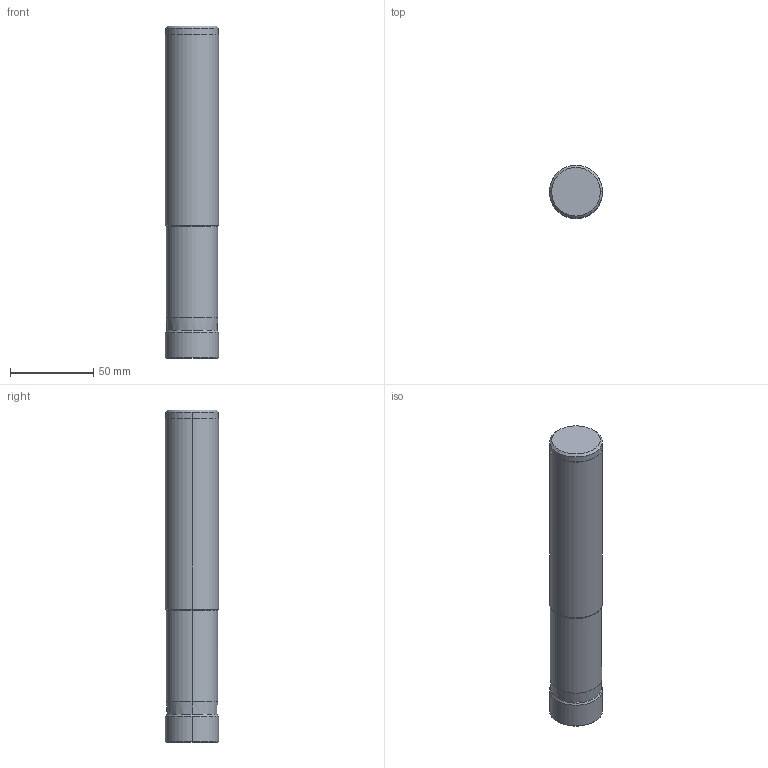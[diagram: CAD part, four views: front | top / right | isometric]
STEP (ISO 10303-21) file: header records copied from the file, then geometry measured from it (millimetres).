
FILE_DESCRIPTION(/* description */ (''),/* implementation_level */ '2;1');
FILE_NAME(/* name */ 'BXD4000R322SA32LA_MR0_4.stp',/* time_stamp */ '2021-09-08T11:40:17+09:00',/* author */ (''),/* organization */ (''),/* preprocessor_version */ 'ST-DEVELOPER v16',/* originating_system */ 'SIEMENS PLM Software NX 10.0',/* authorisation */ '');
FILE_SCHEMA (('AUTOMOTIVE_DESIGN { 1 0 10303 214 3 1 1 1 }'));
Length unit declared in the file: millimetre
Products named in the file (1): BXD4000R322SA32LA_MR0_4_ASM
Bounding box: 32 x 32 x 200 mm (x, y, z)
Volume: 165528.3 mm3; surface area: 24886 mm2
Topology: 2 solids, 2 shells, 49 faces, 112 edges, 83 vertices
Faces by surface type: cone 26, torus 10, cylinder 8, plane 5
Entity records: 1533 total; most frequent: DIRECTION 300, CARTESIAN_POINT 231, ORIENTED_EDGE 200, AXIS2_PLACEMENT_3D 128, EDGE_CURVE 100, CIRCLE 68, VERTEX_POINT 56, EDGE_LOOP 52
